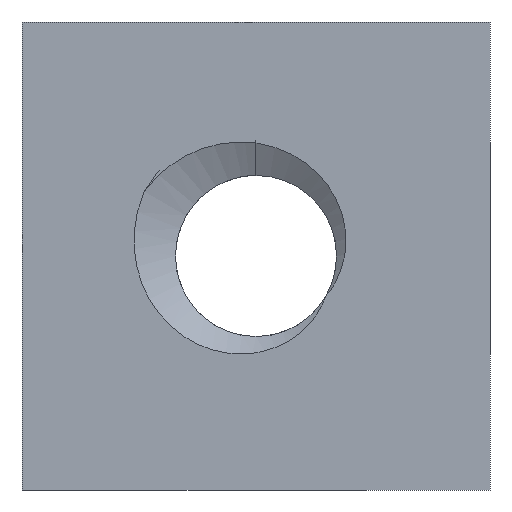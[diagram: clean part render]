
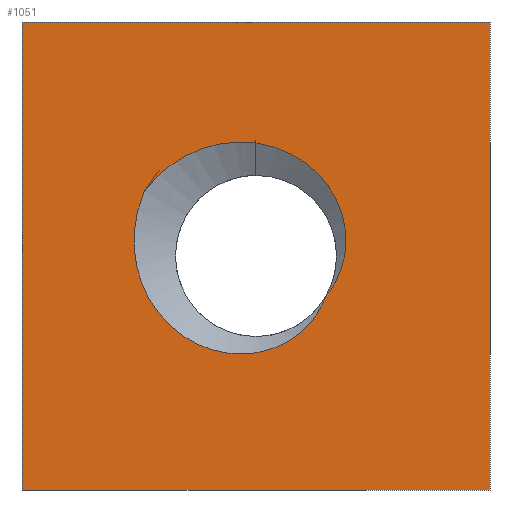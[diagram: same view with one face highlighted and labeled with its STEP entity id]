
A CAD part, front view. The second image highlights one B-rep face of the part: STEP entity #1051.
In plain terms, the highlighted planar face has unit normal (0, -1, 0).
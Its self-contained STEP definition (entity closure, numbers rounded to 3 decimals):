
#149 = EDGE_CURVE('',#150,#152,#154,.T.);
#150 = VERTEX_POINT('',#151);
#151 = CARTESIAN_POINT('',(-6.25,-6.25,0.));
#152 = VERTEX_POINT('',#153);
#153 = CARTESIAN_POINT('',(-6.25,-6.25,12.5));
#154 = LINE('',#155,#156);
#155 = CARTESIAN_POINT('',(-6.25,-6.25,0.));
#156 = VECTOR('',#157,1.);
#157 = DIRECTION('',(0.,0.,1.));
#270 = EDGE_CURVE('',#271,#152,#273,.T.);
#271 = VERTEX_POINT('',#272);
#272 = CARTESIAN_POINT('',(6.25,-6.25,12.5));
#273 = LINE('',#274,#275);
#274 = CARTESIAN_POINT('',(6.25,-6.25,12.5));
#275 = VECTOR('',#276,1.);
#276 = DIRECTION('',(-1.,0.,0.));
#430 = EDGE_CURVE('',#431,#271,#433,.T.);
#431 = VERTEX_POINT('',#432);
#432 = CARTESIAN_POINT('',(6.25,-6.25,0.));
#433 = LINE('',#434,#435);
#434 = CARTESIAN_POINT('',(6.25,-6.25,0.));
#435 = VECTOR('',#436,1.);
#436 = DIRECTION('',(0.,0.,1.));
#542 = EDGE_CURVE('',#431,#150,#543,.T.);
#543 = LINE('',#544,#545);
#544 = CARTESIAN_POINT('',(6.25,-6.25,0.));
#545 = VECTOR('',#546,1.);
#546 = DIRECTION('',(-1.,0.,0.));
#1051 = ADVANCED_FACE('',(#1052,#1058),#1146,.T.);
#1052 = FACE_BOUND('',#1053,.T.);
#1053 = EDGE_LOOP('',(#1054,#1055,#1056,#1057));
#1054 = ORIENTED_EDGE('',*,*,#430,.T.);
#1055 = ORIENTED_EDGE('',*,*,#270,.T.);
#1056 = ORIENTED_EDGE('',*,*,#149,.F.);
#1057 = ORIENTED_EDGE('',*,*,#542,.F.);
#1058 = FACE_BOUND('',#1059,.T.);
#1059 = EDGE_LOOP('',(#1060,#1079,#1106));
#1060 = ORIENTED_EDGE('',*,*,#1061,.F.);
#1061 = EDGE_CURVE('',#1062,#1064,#1066,.T.);
#1062 = VERTEX_POINT('',#1063);
#1063 = CARTESIAN_POINT('',(0.,-6.25,9.267));
#1064 = VERTEX_POINT('',#1065);
#1065 = CARTESIAN_POINT('',(-2.988,-6.25,7.975));
#1066 = B_SPLINE_CURVE_WITH_KNOTS('',6,(#1067,#1068,#1069,#1070,#1071,
    #1072,#1073,#1074,#1075,#1076,#1077,#1078),.UNSPECIFIED.,.F.,.F.,(7,
    5,7),(0.,0.462,1.),.UNSPECIFIED.);
#1067 = CARTESIAN_POINT('',(0.,-6.25,9.267));
#1068 = CARTESIAN_POINT('',(-0.259,-6.25,9.302));
#1069 = CARTESIAN_POINT('',(-0.521,-6.25,9.311));
#1070 = CARTESIAN_POINT('',(-0.785,-6.25,9.292));
#1071 = CARTESIAN_POINT('',(-1.045,-6.25,9.247));
#1072 = CARTESIAN_POINT('',(-1.299,-6.25,9.175));
#1073 = CARTESIAN_POINT('',(-1.829,-6.25,8.969));
#1074 = CARTESIAN_POINT('',(-2.102,-6.25,8.824));
#1075 = CARTESIAN_POINT('',(-2.357,-6.25,8.65));
#1076 = CARTESIAN_POINT('',(-2.592,-6.25,8.448));
#1077 = CARTESIAN_POINT('',(-2.803,-6.25,8.221));
#1078 = CARTESIAN_POINT('',(-2.988,-6.25,7.975));
#1079 = ORIENTED_EDGE('',*,*,#1080,.T.);
#1080 = EDGE_CURVE('',#1062,#1081,#1083,.T.);
#1081 = VERTEX_POINT('',#1082);
#1082 = CARTESIAN_POINT('',(1.863,-6.25,5.175));
#1083 = B_SPLINE_CURVE_WITH_KNOTS('',6,(#1084,#1085,#1086,#1087,#1088,
    #1089,#1090,#1091,#1092,#1093,#1094,#1095,#1096,#1097,#1098,#1099,
    #1100,#1101,#1102,#1103,#1104,#1105),.UNSPECIFIED.,.F.,.F.,(7,5,5,5,
    7),(0.,0.318,0.582,0.806,1.),
  .UNSPECIFIED.);
#1084 = CARTESIAN_POINT('',(0.,-6.25,9.267));
#1085 = CARTESIAN_POINT('',(0.294,-6.25,9.227));
#1086 = CARTESIAN_POINT('',(0.583,-6.25,9.151));
#1087 = CARTESIAN_POINT('',(0.861,-6.25,9.042));
#1088 = CARTESIAN_POINT('',(1.122,-6.25,8.898));
#1089 = CARTESIAN_POINT('',(1.363,-6.25,8.724));
#1090 = CARTESIAN_POINT('',(1.754,-6.25,8.356));
#1091 = CARTESIAN_POINT('',(1.913,-6.25,8.171));
#1092 = CARTESIAN_POINT('',(2.051,-6.25,7.97));
#1093 = CARTESIAN_POINT('',(2.166,-6.25,7.754));
#1094 = CARTESIAN_POINT('',(2.255,-6.25,7.529));
#1095 = CARTESIAN_POINT('',(2.371,-6.25,7.099));
#1096 = CARTESIAN_POINT('',(2.405,-6.25,6.896));
#1097 = CARTESIAN_POINT('',(2.418,-6.25,6.691));
#1098 = CARTESIAN_POINT('',(2.411,-6.25,6.486));
#1099 = CARTESIAN_POINT('',(2.382,-6.25,6.285));
#1100 = CARTESIAN_POINT('',(2.291,-6.25,5.919));
#1101 = CARTESIAN_POINT('',(2.234,-6.25,5.755));
#1102 = CARTESIAN_POINT('',(2.162,-6.25,5.596));
#1103 = CARTESIAN_POINT('',(2.075,-6.25,5.445));
#1104 = CARTESIAN_POINT('',(1.975,-6.25,5.304));
#1105 = CARTESIAN_POINT('',(1.863,-6.25,5.175));
#1106 = ORIENTED_EDGE('',*,*,#1107,.F.);
#1107 = EDGE_CURVE('',#1064,#1081,#1108,.T.);
#1108 = B_SPLINE_CURVE_WITH_KNOTS('',6,(#1109,#1110,#1111,#1112,#1113,
    #1114,#1115,#1116,#1117,#1118,#1119,#1120,#1121,#1122,#1123,#1124,
    #1125,#1126,#1127,#1128,#1129,#1130,#1131,#1132,#1133,#1134,#1135,
    #1136,#1137,#1138,#1139,#1140,#1141,#1142,#1143,#1144,#1145),
  .UNSPECIFIED.,.F.,.F.,(7,5,5,5,5,5,5,7),(0.,0.189,
    0.351,0.494,0.619,0.73,
    0.829,1.),.UNSPECIFIED.);
#1109 = CARTESIAN_POINT('',(-2.988,-6.25,7.975));
#1110 = CARTESIAN_POINT('',(-3.101,-6.25,7.711));
#1111 = CARTESIAN_POINT('',(-3.187,-6.25,7.437));
#1112 = CARTESIAN_POINT('',(-3.245,-6.25,7.154));
#1113 = CARTESIAN_POINT('',(-3.273,-6.25,6.868));
#1114 = CARTESIAN_POINT('',(-3.271,-6.25,6.581));
#1115 = CARTESIAN_POINT('',(-3.212,-6.25,6.054));
#1116 = CARTESIAN_POINT('',(-3.162,-6.25,5.814));
#1117 = CARTESIAN_POINT('',(-3.09,-6.25,5.579));
#1118 = CARTESIAN_POINT('',(-2.997,-6.25,5.351));
#1119 = CARTESIAN_POINT('',(-2.883,-6.25,5.135));
#1120 = CARTESIAN_POINT('',(-2.631,-6.25,4.753));
#1121 = CARTESIAN_POINT('',(-2.499,-6.25,4.585));
#1122 = CARTESIAN_POINT('',(-2.353,-6.25,4.429));
#1123 = CARTESIAN_POINT('',(-2.193,-6.25,4.286));
#1124 = CARTESIAN_POINT('',(-2.023,-6.25,4.158));
#1125 = CARTESIAN_POINT('',(-1.683,-6.25,3.949));
#1126 = CARTESIAN_POINT('',(-1.517,-6.25,3.863));
#1127 = CARTESIAN_POINT('',(-1.344,-6.25,3.791));
#1128 = CARTESIAN_POINT('',(-1.166,-6.25,3.733));
#1129 = CARTESIAN_POINT('',(-0.985,-6.25,3.691));
#1130 = CARTESIAN_POINT('',(-0.64,-6.25,3.639));
#1131 = CARTESIAN_POINT('',(-0.476,-6.25,3.626));
#1132 = CARTESIAN_POINT('',(-0.312,-6.25,3.626));
#1133 = CARTESIAN_POINT('',(-0.149,-6.25,3.638));
#1134 = CARTESIAN_POINT('',(0.013,-6.25,3.663));
#1135 = CARTESIAN_POINT('',(0.313,-6.25,3.732));
#1136 = CARTESIAN_POINT('',(0.453,-6.25,3.775));
#1137 = CARTESIAN_POINT('',(0.589,-6.25,3.827));
#1138 = CARTESIAN_POINT('',(0.72,-6.25,3.889));
#1139 = CARTESIAN_POINT('',(0.847,-6.25,3.96));
#1140 = CARTESIAN_POINT('',(1.175,-6.25,4.175));
#1141 = CARTESIAN_POINT('',(1.364,-6.25,4.337));
#1142 = CARTESIAN_POINT('',(1.531,-6.25,4.522));
#1143 = CARTESIAN_POINT('',(1.672,-6.25,4.726));
#1144 = CARTESIAN_POINT('',(1.783,-6.25,4.945));
#1145 = CARTESIAN_POINT('',(1.863,-6.25,5.175));
#1146 = PLANE('',#1147);
#1147 = AXIS2_PLACEMENT_3D('',#1148,#1149,#1150);
#1148 = CARTESIAN_POINT('',(6.25,-6.25,0.));
#1149 = DIRECTION('',(0.,-1.,0.));
#1150 = DIRECTION('',(-1.,0.,0.));
